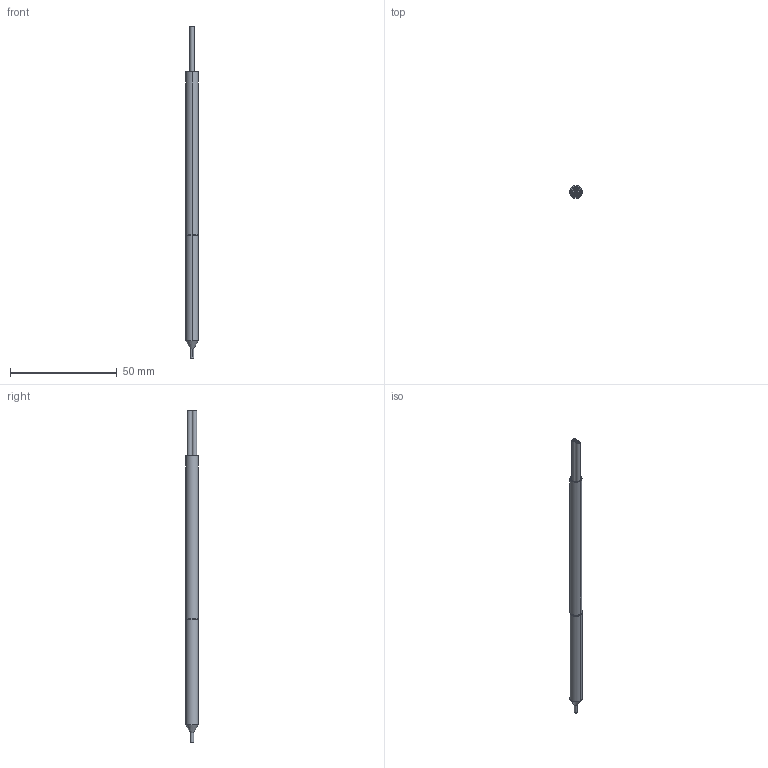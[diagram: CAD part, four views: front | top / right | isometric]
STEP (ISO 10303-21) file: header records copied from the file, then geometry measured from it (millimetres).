
FILE_DESCRIPTION((''),'2;1');
FILE_NAME('193989_ASM','2016-03-22T',('PDMAdmin'),(''),'PRO/ENGINEER BY PARAMETRIC TECHNOLOGY CORPORATION, 2013230','PRO/ENGINEER BY PARAMETRIC TECHNOLOGY CORPORATION, 2013230','');
FILE_SCHEMA(('CONFIG_CONTROL_DESIGN'));
Length unit declared in the file: inch
Products named in the file (9): 66729; 39465; 10147; FIBER_CORE_1MM; 10147_BARE_CORE67; 10147_ASM; 39478; 65914_ASM; 193989_ASM
Assembly tree (11 placements, depth 4):
  193989_ASM
    65914_ASM
      66729
      39465
      10147_ASM
        10147
        FIBER_CORE_1MM  x2
        10147_BARE_CORE67  x2
      10147
      39478
Bounding box: 5.89 x 5.89 x 155.37 mm (x, y, z)
Volume: 1896 mm3; surface area: 7997.4 mm2
Topology: 9 solids, 9 shells, 102 faces, 204 edges, 119 vertices
Faces by surface type: cylinder 58, plane 18, cone 10, bspline 8, torus 8
Entity records: 2175 total; most frequent: CARTESIAN_POINT 459, DIRECTION 400, ORIENTED_EDGE 268, AXIS2_PLACEMENT_3D 176, EDGE_CURVE 134, CIRCLE 82, VERTEX_POINT 79, EDGE_LOOP 75
